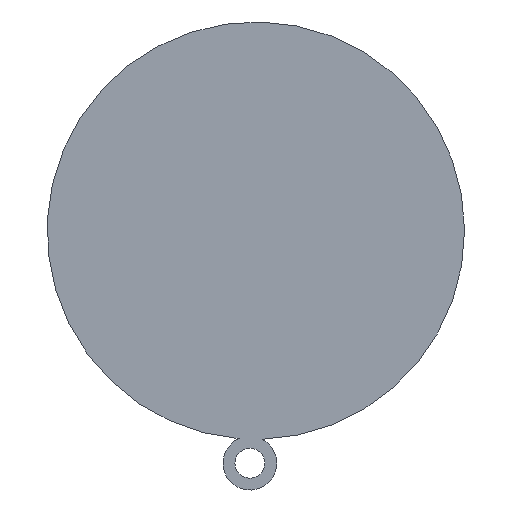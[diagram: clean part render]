
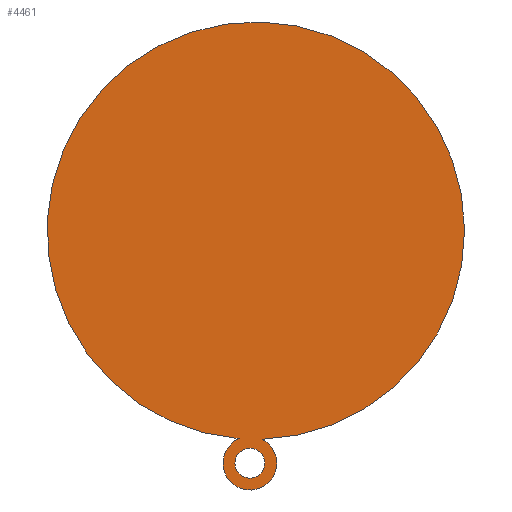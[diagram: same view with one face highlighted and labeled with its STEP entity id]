
A CAD part, front view. The second image highlights one B-rep face of the part: STEP entity #4461.
In plain terms, the highlighted planar face has unit normal (0, -1, 0).
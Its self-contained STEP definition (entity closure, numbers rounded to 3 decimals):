
#510=FACE_BOUND('',#833,.T.);
#514=PLANE('',#4721);
#590=FACE_OUTER_BOUND('',#832,.T.);
#832=EDGE_LOOP('',(#3036,#3037));
#833=EDGE_LOOP('',(#3038));
#1077=CIRCLE('',#4717,4.5);
#1078=CIRCLE('',#4719,2.5);
#1080=CIRCLE('',#4722,35.);
#1839=VERTEX_POINT('',#5347);
#1841=VERTEX_POINT('',#5351);
#1842=VERTEX_POINT('',#5355);
#2317=EDGE_CURVE('',#1839,#1841,#1077,.T.);
#2318=EDGE_CURVE('',#1842,#1842,#1078,.T.);
#2321=EDGE_CURVE('',#1841,#1839,#1080,.T.);
#3036=ORIENTED_EDGE('',*,*,#2321,.T.);
#3037=ORIENTED_EDGE('',*,*,#2317,.T.);
#3038=ORIENTED_EDGE('',*,*,#2318,.T.);
#4461=ADVANCED_FACE('',(#590,#510),#514,.F.);
#4717=AXIS2_PLACEMENT_3D('',#5353,#4806,#4807);
#4719=AXIS2_PLACEMENT_3D('',#5356,#4810,#4811);
#4721=AXIS2_PLACEMENT_3D('',#5360,#4815,#4816);
#4722=AXIS2_PLACEMENT_3D('',#5361,#4817,#4818);
#4806=DIRECTION('center_axis',(0.,-1.,0.));
#4807=DIRECTION('ref_axis',(1.,0.,0.));
#4810=DIRECTION('center_axis',(0.,1.,0.));
#4811=DIRECTION('ref_axis',(1.,0.,0.));
#4815=DIRECTION('center_axis',(0.,1.,0.));
#4816=DIRECTION('ref_axis',(1.,0.,0.));
#4817=DIRECTION('center_axis',(0.,-1.,0.));
#4818=DIRECTION('ref_axis',(1.,0.,0.));
#5347=CARTESIAN_POINT('',(31.177,-2.5,-0.886));
#5351=CARTESIAN_POINT('',(35.032,-2.5,-0.985));
#5353=CARTESIAN_POINT('Origin',(33.,-2.5,-5.));
#5355=CARTESIAN_POINT('',(30.5,-2.5,-5.));
#5356=CARTESIAN_POINT('Origin',(33.,-2.5,-5.));
#5360=CARTESIAN_POINT('Origin',(34.,-2.5,34.));
#5361=CARTESIAN_POINT('Origin',(34.,-2.5,34.));
